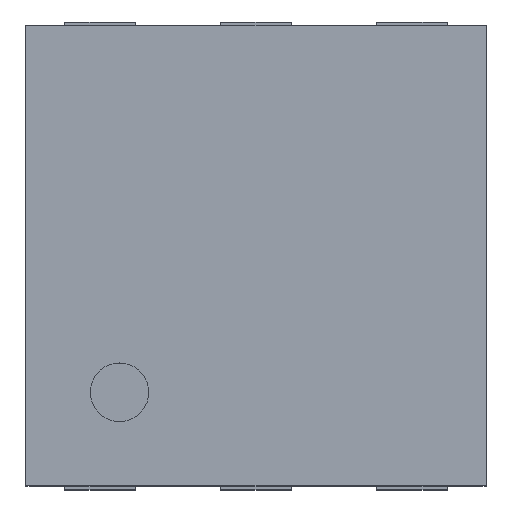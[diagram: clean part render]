
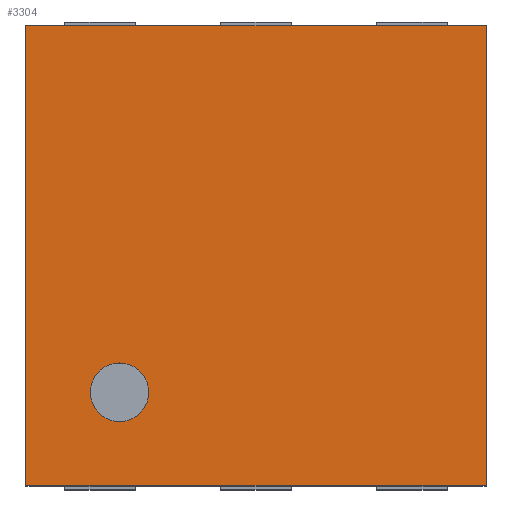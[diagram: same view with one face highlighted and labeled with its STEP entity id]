
A CAD part, top view. The second image highlights one B-rep face of the part: STEP entity #3304.
In plain terms, the highlighted planar face has unit normal (0, 0, 1).
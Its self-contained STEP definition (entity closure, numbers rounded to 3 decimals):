
#225 = PLANE('',#226);
#226 = AXIS2_PLACEMENT_3D('',#227,#228,#229);
#227 = CARTESIAN_POINT('',(-0.59,-0.59,0.035));
#228 = DIRECTION('',(0.,1.,0.));
#229 = DIRECTION('',(0.,0.,1.));
#483 = PLANE('',#484);
#484 = AXIS2_PLACEMENT_3D('',#485,#486,#487);
#485 = CARTESIAN_POINT('',(-0.59,0.59,0.035));
#486 = DIRECTION('',(0.,1.,0.));
#487 = DIRECTION('',(0.,0.,1.));
#511 = PLANE('',#512);
#512 = AXIS2_PLACEMENT_3D('',#513,#514,#515);
#513 = CARTESIAN_POINT('',(-0.59,-0.59,0.035));
#514 = DIRECTION('',(1.,0.,0.));
#515 = DIRECTION('',(0.,0.,1.));
#810 = PLANE('',#811);
#811 = AXIS2_PLACEMENT_3D('',#812,#813,#814);
#812 = CARTESIAN_POINT('',(0.59,-0.59,0.035));
#813 = DIRECTION('',(1.,0.,0.));
#814 = DIRECTION('',(0.,0.,1.));
#1303 = VERTEX_POINT('',#1304);
#1304 = CARTESIAN_POINT('',(-0.59,-0.59,0.405));
#1325 = EDGE_CURVE('',#1303,#1326,#1328,.T.);
#1326 = VERTEX_POINT('',#1327);
#1327 = CARTESIAN_POINT('',(0.59,-0.59,0.405));
#1328 = SURFACE_CURVE('',#1329,(#1333,#1340),.PCURVE_S1.);
#1329 = LINE('',#1330,#1331);
#1330 = CARTESIAN_POINT('',(-0.59,-0.59,0.405));
#1331 = VECTOR('',#1332,1.);
#1332 = DIRECTION('',(1.,0.,0.));
#1333 = PCURVE('',#225,#1334);
#1334 = DEFINITIONAL_REPRESENTATION('',(#1335),#1339);
#1335 = LINE('',#1336,#1337);
#1336 = CARTESIAN_POINT('',(0.37,0.));
#1337 = VECTOR('',#1338,1.);
#1338 = DIRECTION('',(0.,1.));
#1339 = ( GEOMETRIC_REPRESENTATION_CONTEXT(2) 
PARAMETRIC_REPRESENTATION_CONTEXT() REPRESENTATION_CONTEXT('2D SPACE',''
  ) );
#1340 = PCURVE('',#1341,#1346);
#1341 = PLANE('',#1342);
#1342 = AXIS2_PLACEMENT_3D('',#1343,#1344,#1345);
#1343 = CARTESIAN_POINT('',(-0.59,-0.59,0.405));
#1344 = DIRECTION('',(0.,0.,1.));
#1345 = DIRECTION('',(1.,0.,0.));
#1346 = DEFINITIONAL_REPRESENTATION('',(#1347),#1351);
#1347 = LINE('',#1348,#1349);
#1348 = CARTESIAN_POINT('',(0.,0.));
#1349 = VECTOR('',#1350,1.);
#1350 = DIRECTION('',(1.,0.));
#1351 = ( GEOMETRIC_REPRESENTATION_CONTEXT(2) 
PARAMETRIC_REPRESENTATION_CONTEXT() REPRESENTATION_CONTEXT('2D SPACE',''
  ) );
#1556 = VERTEX_POINT('',#1557);
#1557 = CARTESIAN_POINT('',(-0.59,0.59,0.405));
#1578 = EDGE_CURVE('',#1556,#1579,#1581,.T.);
#1579 = VERTEX_POINT('',#1580);
#1580 = CARTESIAN_POINT('',(0.59,0.59,0.405));
#1581 = SURFACE_CURVE('',#1582,(#1586,#1593),.PCURVE_S1.);
#1582 = LINE('',#1583,#1584);
#1583 = CARTESIAN_POINT('',(-0.59,0.59,0.405));
#1584 = VECTOR('',#1585,1.);
#1585 = DIRECTION('',(1.,0.,0.));
#1586 = PCURVE('',#483,#1587);
#1587 = DEFINITIONAL_REPRESENTATION('',(#1588),#1592);
#1588 = LINE('',#1589,#1590);
#1589 = CARTESIAN_POINT('',(0.37,0.));
#1590 = VECTOR('',#1591,1.);
#1591 = DIRECTION('',(0.,1.));
#1592 = ( GEOMETRIC_REPRESENTATION_CONTEXT(2) 
PARAMETRIC_REPRESENTATION_CONTEXT() REPRESENTATION_CONTEXT('2D SPACE',''
  ) );
#1593 = PCURVE('',#1341,#1594);
#1594 = DEFINITIONAL_REPRESENTATION('',(#1595),#1599);
#1595 = LINE('',#1596,#1597);
#1596 = CARTESIAN_POINT('',(0.,1.18));
#1597 = VECTOR('',#1598,1.);
#1598 = DIRECTION('',(1.,0.));
#1599 = ( GEOMETRIC_REPRESENTATION_CONTEXT(2) 
PARAMETRIC_REPRESENTATION_CONTEXT() REPRESENTATION_CONTEXT('2D SPACE',''
  ) );
#1847 = EDGE_CURVE('',#1303,#1556,#1848,.T.);
#1848 = SURFACE_CURVE('',#1849,(#1853,#1860),.PCURVE_S1.);
#1849 = LINE('',#1850,#1851);
#1850 = CARTESIAN_POINT('',(-0.59,-0.59,0.405));
#1851 = VECTOR('',#1852,1.);
#1852 = DIRECTION('',(0.,1.,0.));
#1853 = PCURVE('',#511,#1854);
#1854 = DEFINITIONAL_REPRESENTATION('',(#1855),#1859);
#1855 = LINE('',#1856,#1857);
#1856 = CARTESIAN_POINT('',(0.37,0.));
#1857 = VECTOR('',#1858,1.);
#1858 = DIRECTION('',(0.,-1.));
#1859 = ( GEOMETRIC_REPRESENTATION_CONTEXT(2) 
PARAMETRIC_REPRESENTATION_CONTEXT() REPRESENTATION_CONTEXT('2D SPACE',''
  ) );
#1860 = PCURVE('',#1341,#1861);
#1861 = DEFINITIONAL_REPRESENTATION('',(#1862),#1866);
#1862 = LINE('',#1863,#1864);
#1863 = CARTESIAN_POINT('',(0.,0.));
#1864 = VECTOR('',#1865,1.);
#1865 = DIRECTION('',(0.,1.));
#1866 = ( GEOMETRIC_REPRESENTATION_CONTEXT(2) 
PARAMETRIC_REPRESENTATION_CONTEXT() REPRESENTATION_CONTEXT('2D SPACE',''
  ) );
#3034 = EDGE_CURVE('',#1326,#1579,#3035,.T.);
#3035 = SURFACE_CURVE('',#3036,(#3040,#3047),.PCURVE_S1.);
#3036 = LINE('',#3037,#3038);
#3037 = CARTESIAN_POINT('',(0.59,-0.59,0.405));
#3038 = VECTOR('',#3039,1.);
#3039 = DIRECTION('',(0.,1.,0.));
#3040 = PCURVE('',#810,#3041);
#3041 = DEFINITIONAL_REPRESENTATION('',(#3042),#3046);
#3042 = LINE('',#3043,#3044);
#3043 = CARTESIAN_POINT('',(0.37,0.));
#3044 = VECTOR('',#3045,1.);
#3045 = DIRECTION('',(0.,-1.));
#3046 = ( GEOMETRIC_REPRESENTATION_CONTEXT(2) 
PARAMETRIC_REPRESENTATION_CONTEXT() REPRESENTATION_CONTEXT('2D SPACE',''
  ) );
#3047 = PCURVE('',#1341,#3048);
#3048 = DEFINITIONAL_REPRESENTATION('',(#3049),#3053);
#3049 = LINE('',#3050,#3051);
#3050 = CARTESIAN_POINT('',(1.18,0.));
#3051 = VECTOR('',#3052,1.);
#3052 = DIRECTION('',(0.,1.));
#3053 = ( GEOMETRIC_REPRESENTATION_CONTEXT(2) 
PARAMETRIC_REPRESENTATION_CONTEXT() REPRESENTATION_CONTEXT('2D SPACE',''
  ) );
#3304 = ADVANCED_FACE('',(#3305,#3311),#1341,.T.);
#3305 = FACE_BOUND('',#3306,.T.);
#3306 = EDGE_LOOP('',(#3307,#3308,#3309,#3310));
#3307 = ORIENTED_EDGE('',*,*,#1847,.F.);
#3308 = ORIENTED_EDGE('',*,*,#1325,.T.);
#3309 = ORIENTED_EDGE('',*,*,#3034,.T.);
#3310 = ORIENTED_EDGE('',*,*,#1578,.F.);
#3311 = FACE_BOUND('',#3312,.T.);
#3312 = EDGE_LOOP('',(#3313));
#3313 = ORIENTED_EDGE('',*,*,#3314,.T.);
#3314 = EDGE_CURVE('',#3315,#3315,#3317,.T.);
#3315 = VERTEX_POINT('',#3316);
#3316 = CARTESIAN_POINT('',(-0.275,-0.35,0.405));
#3317 = SURFACE_CURVE('',#3318,(#3323,#3334),.PCURVE_S1.);
#3318 = CIRCLE('',#3319,0.075);
#3319 = AXIS2_PLACEMENT_3D('',#3320,#3321,#3322);
#3320 = CARTESIAN_POINT('',(-0.35,-0.35,0.405));
#3321 = DIRECTION('',(0.,0.,-1.));
#3322 = DIRECTION('',(1.,0.,0.));
#3323 = PCURVE('',#1341,#3324);
#3324 = DEFINITIONAL_REPRESENTATION('',(#3325),#3333);
#3325 = ( BOUNDED_CURVE() B_SPLINE_CURVE(2,(#3326,#3327,#3328,#3329,
#3330,#3331,#3332),.UNSPECIFIED.,.T.,.F.) B_SPLINE_CURVE_WITH_KNOTS((1,2
    ,2,2,2,1),(-2.094,0.,2.094,4.189,
6.283,8.378),.UNSPECIFIED.) CURVE() 
GEOMETRIC_REPRESENTATION_ITEM() RATIONAL_B_SPLINE_CURVE((1.,0.5,1.,0.5,
1.,0.5,1.)) REPRESENTATION_ITEM('') );
#3326 = CARTESIAN_POINT('',(0.315,0.24));
#3327 = CARTESIAN_POINT('',(0.315,0.11));
#3328 = CARTESIAN_POINT('',(0.203,0.175));
#3329 = CARTESIAN_POINT('',(0.09,0.24));
#3330 = CARTESIAN_POINT('',(0.203,0.305));
#3331 = CARTESIAN_POINT('',(0.315,0.37));
#3332 = CARTESIAN_POINT('',(0.315,0.24));
#3333 = ( GEOMETRIC_REPRESENTATION_CONTEXT(2) 
PARAMETRIC_REPRESENTATION_CONTEXT() REPRESENTATION_CONTEXT('2D SPACE',''
  ) );
#3334 = PCURVE('',#3335,#3340);
#3335 = CYLINDRICAL_SURFACE('',#3336,0.075);
#3336 = AXIS2_PLACEMENT_3D('',#3337,#3338,#3339);
#3337 = CARTESIAN_POINT('',(-0.35,-0.35,0.41));
#3338 = DIRECTION('',(0.,0.,-1.));
#3339 = DIRECTION('',(1.,0.,0.));
#3340 = DEFINITIONAL_REPRESENTATION('',(#3341),#3367);
#3341 = B_SPLINE_CURVE_WITH_KNOTS('',3,(#3342,#3343,#3344,#3345,#3346,
    #3347,#3348,#3349,#3350,#3351,#3352,#3353,#3354,#3355,#3356,#3357,
    #3358,#3359,#3360,#3361,#3362,#3363,#3364,#3365,#3366),
  .UNSPECIFIED.,.F.,.F.,(4,1,1,1,1,1,1,1,1,1,1,1,1,1,1,1,1,1,1,1,1,1,4),
  (0.,0.286,0.571,0.857,1.142,
    1.428,1.714,1.999,2.285,
    2.57,2.856,3.142,3.427,
    3.713,3.998,4.284,4.57,
    4.855,5.141,5.426,5.712,
    5.998,6.283),.QUASI_UNIFORM_KNOTS.);
#3342 = CARTESIAN_POINT('',(0.,0.005));
#3343 = CARTESIAN_POINT('',(0.095,0.005));
#3344 = CARTESIAN_POINT('',(0.286,0.005));
#3345 = CARTESIAN_POINT('',(0.571,0.005));
#3346 = CARTESIAN_POINT('',(0.857,0.005));
#3347 = CARTESIAN_POINT('',(1.142,0.005));
#3348 = CARTESIAN_POINT('',(1.428,0.005));
#3349 = CARTESIAN_POINT('',(1.714,0.005));
#3350 = CARTESIAN_POINT('',(1.999,0.005));
#3351 = CARTESIAN_POINT('',(2.285,0.005));
#3352 = CARTESIAN_POINT('',(2.57,0.005));
#3353 = CARTESIAN_POINT('',(2.856,0.005));
#3354 = CARTESIAN_POINT('',(3.142,0.005));
#3355 = CARTESIAN_POINT('',(3.427,0.005));
#3356 = CARTESIAN_POINT('',(3.713,0.005));
#3357 = CARTESIAN_POINT('',(3.998,0.005));
#3358 = CARTESIAN_POINT('',(4.284,0.005));
#3359 = CARTESIAN_POINT('',(4.57,0.005));
#3360 = CARTESIAN_POINT('',(4.855,0.005));
#3361 = CARTESIAN_POINT('',(5.141,0.005));
#3362 = CARTESIAN_POINT('',(5.426,0.005));
#3363 = CARTESIAN_POINT('',(5.712,0.005));
#3364 = CARTESIAN_POINT('',(5.998,0.005));
#3365 = CARTESIAN_POINT('',(6.188,0.005));
#3366 = CARTESIAN_POINT('',(6.283,0.005));
#3367 = ( GEOMETRIC_REPRESENTATION_CONTEXT(2) 
PARAMETRIC_REPRESENTATION_CONTEXT() REPRESENTATION_CONTEXT('2D SPACE',''
  ) );
